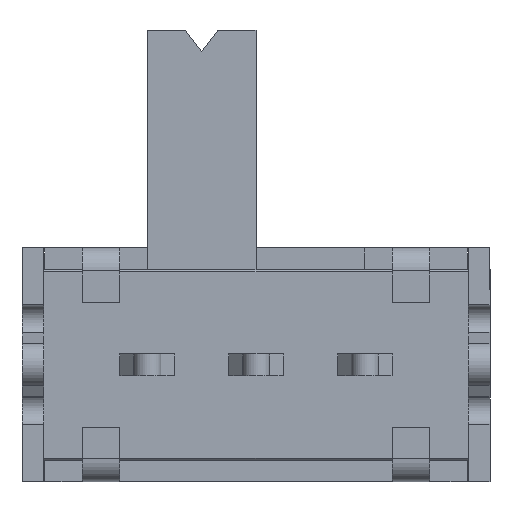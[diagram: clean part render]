
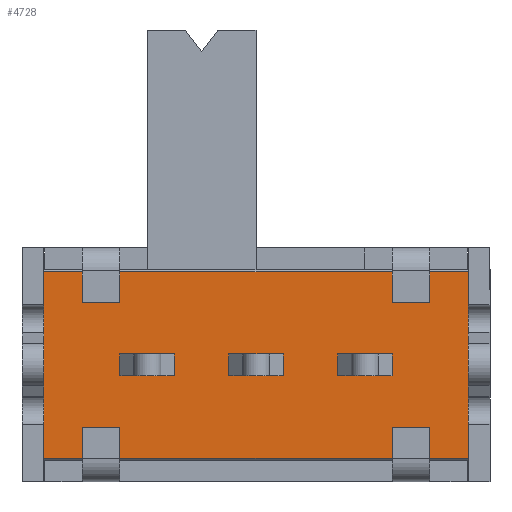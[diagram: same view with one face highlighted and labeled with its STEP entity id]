
A CAD part, front view. The second image highlights one B-rep face of the part: STEP entity #4728.
In plain terms, the highlighted planar face has unit normal (0, -1, 0).
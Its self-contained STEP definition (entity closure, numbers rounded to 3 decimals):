
#113 = CARTESIAN_POINT ( 'NONE',  ( -3.9, 0.55, 1.715 ) ) ;
#440 = DIRECTION ( 'NONE',  ( 0., 0., 1. ) ) ;
#460 = VECTOR ( 'NONE', #440, 1000. ) ;
#755 = VECTOR ( 'NONE', #5932, 1000. ) ;
#814 = ORIENTED_EDGE ( 'NONE', *, *, #3620, .T. ) ;
#971 = CARTESIAN_POINT ( 'NONE',  ( -3.9, 0.55, 1.715 ) ) ;
#1798 = FACE_OUTER_BOUND ( 'NONE', #4504, .T. ) ;
#1876 = DIRECTION ( 'NONE',  ( 0., 0., -1. ) ) ;
#1904 = CARTESIAN_POINT ( 'NONE',  ( -3.9, 0.55, 1.75 ) ) ;
#2171 = CARTESIAN_POINT ( 'NONE',  ( 3.9, 0.55, -1.715 ) ) ;
#2388 = EDGE_CURVE ( 'NONE', #3969, #4662, #4567, .T. ) ;
#2436 = ORIENTED_EDGE ( 'NONE', *, *, #2388, .T. ) ;
#2585 = VECTOR ( 'NONE', #4253, 1000. ) ;
#2878 = LINE ( 'NONE', #971, #2585 ) ;
#3069 = ORIENTED_EDGE ( 'NONE', *, *, #5069, .T. ) ;
#3084 = EDGE_CURVE ( 'NONE', #4662, #3446, #3085, .T. ) ;
#3085 = LINE ( 'NONE', #2171, #755 ) ;
#3446 = VERTEX_POINT ( 'NONE', #4493 ) ;
#3620 = EDGE_CURVE ( 'NONE', #5830, #3969, #2878, .T. ) ;
#3679 = CARTESIAN_POINT ( 'NONE',  ( 0., 0.55, 0. ) ) ;
#3740 = DIRECTION ( 'NONE',  ( 0., 0., -1. ) ) ;
#3969 = VERTEX_POINT ( 'NONE', #113 ) ;
#4136 = CARTESIAN_POINT ( 'NONE',  ( 3.9, 0.55, 1.715 ) ) ;
#4247 = CARTESIAN_POINT ( 'NONE',  ( 3.9, 0.55, 1.75 ) ) ;
#4253 = DIRECTION ( 'NONE',  ( -1., 0., 0. ) ) ;
#4493 = CARTESIAN_POINT ( 'NONE',  ( 3.9, 0.55, -1.715 ) ) ;
#4504 = EDGE_LOOP ( 'NONE', ( #3069, #814, #2436, #5016 ) ) ;
#4567 = LINE ( 'NONE', #1904, #4621 ) ;
#4621 = VECTOR ( 'NONE', #1876, 1000. ) ;
#4662 = VERTEX_POINT ( 'NONE', #6006 ) ;
#4728 = ADVANCED_FACE ( 'NONE', ( #1798 ), #5119, .T. ) ;
#5016 = ORIENTED_EDGE ( 'NONE', *, *, #3084, .T. ) ;
#5069 = EDGE_CURVE ( 'NONE', #3446, #5830, #5111, .T. ) ;
#5111 = LINE ( 'NONE', #4247, #460 ) ;
#5119 = PLANE ( 'NONE',  #5567 ) ;
#5522 = DIRECTION ( 'NONE',  ( 0., -1., 0. ) ) ;
#5567 = AXIS2_PLACEMENT_3D ( 'NONE', #3679, #5522, #3740 ) ;
#5830 = VERTEX_POINT ( 'NONE', #4136 ) ;
#5932 = DIRECTION ( 'NONE',  ( 1., 0., 0. ) ) ;
#6006 = CARTESIAN_POINT ( 'NONE',  ( -3.9, 0.55, -1.715 ) ) ;
